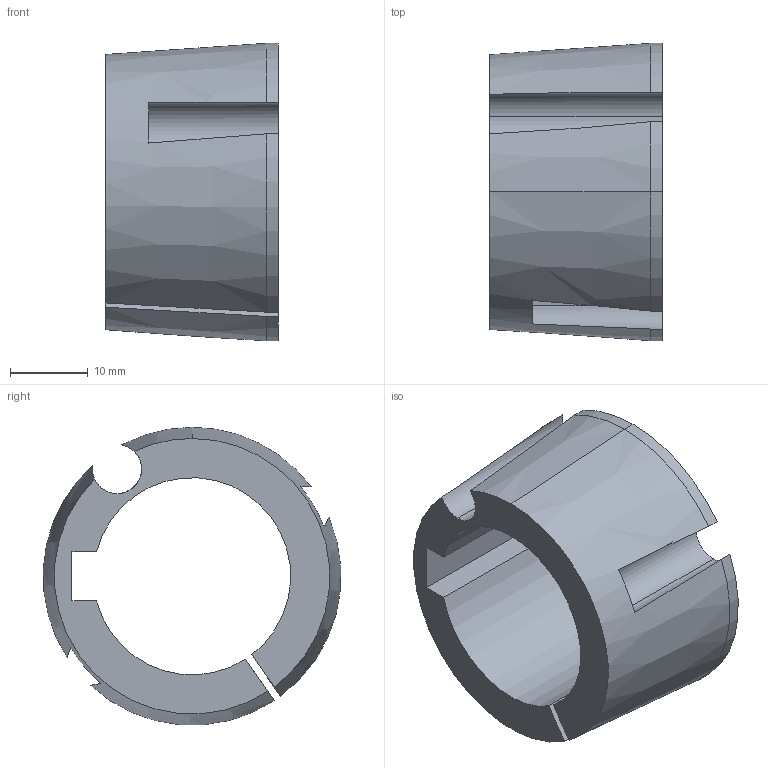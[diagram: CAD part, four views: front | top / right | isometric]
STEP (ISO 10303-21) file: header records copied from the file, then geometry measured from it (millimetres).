
FILE_DESCRIPTION (( 'STEP AP214' ), '1' );
FILE_NAME ('TL-1108-1000.step', '2015-04-08T20:54:48', ( '' ), ( '' ), 'SwSTEP 2.0', 'SolidWorks 2014', '' );
FILE_SCHEMA (( 'AUTOMOTIVE_DESIGN' ));
Length unit declared in the file: inch
Products named in the file (1): TL-1108-1000
Bounding box: 22.23 x 38.31 x 38.31 mm (x, y, z)
Volume: 10715.4 mm3; surface area: 6179.1 mm2
Topology: 1 solids, 1 shells, 27 faces, 74 edges, 49 vertices
Faces by surface type: cylinder 15, plane 9, cone 3
Entity records: 937 total; most frequent: CARTESIAN_POINT 195, DIRECTION 153, ORIENTED_EDGE 148, EDGE_CURVE 74, AXIS2_PLACEMENT_3D 61, VERTEX_POINT 49, CIRCLE 33, VECTOR 31
